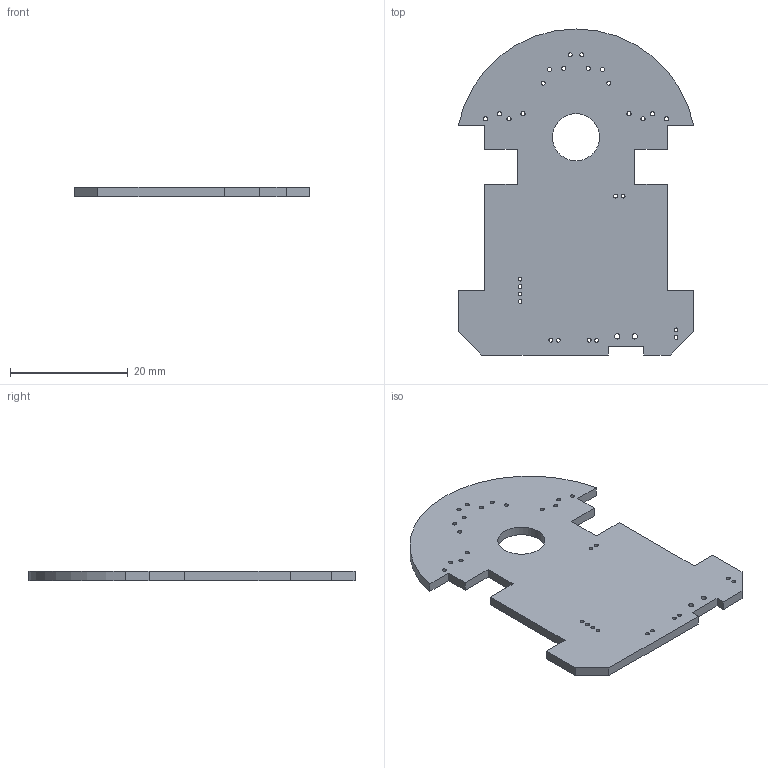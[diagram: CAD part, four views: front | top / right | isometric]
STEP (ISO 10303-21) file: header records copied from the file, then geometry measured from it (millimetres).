
FILE_DESCRIPTION(('KiCad electronic assembly'),'2;1');
FILE_NAME('extraice.step','2023-01-15T15:12:19',('Pcbnew'),('Kicad'), 'Open CASCADE STEP processor 7.6','KiCad to STEP converter','Unknown' );
FILE_SCHEMA(('AUTOMOTIVE_DESIGN { 1 0 10303 214 1 1 1 1 }'));
Length unit declared in the file: millimetre
Products named in the file (2): extraice 1; _autosave-extraice PCB
Assembly tree (1 placements, depth 2):
  extraice 1
    _autosave-extraice PCB
Bounding box: 40 x 55.4 x 1.6 mm (x, y, z)
Volume: 2634.7 mm3; surface area: 3777.8 mm2
Topology: 1 solids, 1 shells, 57 faces, 165 edges, 110 vertices
Faces by surface type: cylinder 32, plane 25
Full cylindrical faces by diameter (mm): 0.65 x12, 0.7 x16, 0.9 x2, 8 x1
Entity records: 4411 total; most frequent: CARTESIAN_POINT 1048, DIRECTION 613, LINE 367, VECTOR 367, ORIENTED_EDGE 330, PCURVE 330, DEFINITIONAL_REPRESENTATION 330, EDGE_CURVE 165
